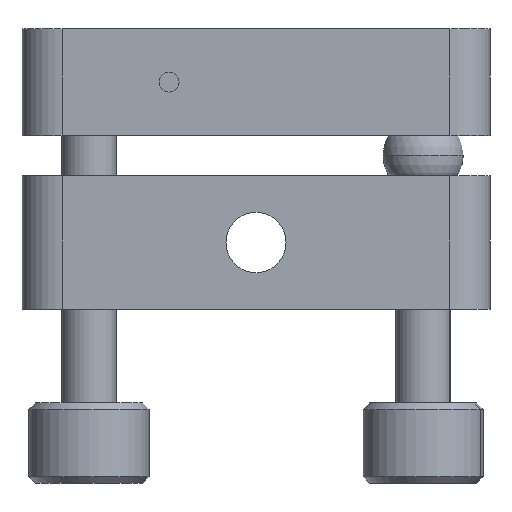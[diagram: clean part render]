
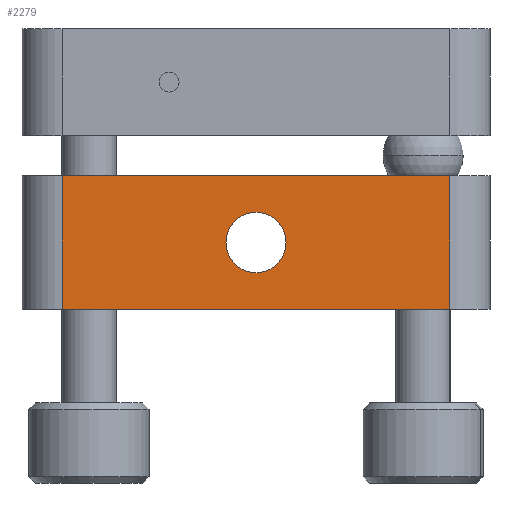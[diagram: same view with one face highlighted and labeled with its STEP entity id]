
A CAD part, front view. The second image highlights one B-rep face of the part: STEP entity #2279.
In plain terms, the highlighted planar face has unit normal (0, -1, 0).
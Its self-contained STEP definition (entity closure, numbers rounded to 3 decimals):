
#69 = CARTESIAN_POINT ( 'NONE',  ( -14.5, -17.5, -13. ) ) ;
#158 = AXIS2_PLACEMENT_3D ( 'NONE', #3547, #1338, #3924 ) ;
#173 = CARTESIAN_POINT ( 'NONE',  ( 14.5, -17.5, -13. ) ) ;
#285 = EDGE_CURVE ( 'NONE', #2272, #3810, #3531, .T. ) ;
#434 = ORIENTED_EDGE ( 'NONE', *, *, #3782, .T. ) ;
#457 = ORIENTED_EDGE ( 'NONE', *, *, #4402, .F. ) ;
#838 = LINE ( 'NONE', #4565, #4657 ) ;
#1010 = EDGE_LOOP ( 'NONE', ( #457, #4292, #434, #3770 ) ) ;
#1338 = DIRECTION ( 'NONE',  ( 0., 1., 0. ) ) ;
#1449 = DIRECTION ( 'NONE',  ( 0., 0., 1. ) ) ;
#1502 = CARTESIAN_POINT ( 'NONE',  ( 0., -17.5, -8. ) ) ;
#1643 = VECTOR ( 'NONE', #1449, 1000. ) ;
#1658 = EDGE_CURVE ( 'NONE', #3810, #2272, #2802, .T. ) ;
#1977 = AXIS2_PLACEMENT_3D ( 'NONE', #1502, #2860, #3772 ) ;
#2016 = EDGE_LOOP ( 'NONE', ( #2433, #4204 ) ) ;
#2132 = FACE_BOUND ( 'NONE', #2016, .T. ) ;
#2272 = VERTEX_POINT ( 'NONE', #3957 ) ;
#2279 = ADVANCED_FACE ( 'NONE', ( #3099, #2132 ), #4550, .T. ) ;
#2325 = DIRECTION ( 'NONE',  ( 0., -1., 0. ) ) ;
#2335 = DIRECTION ( 'NONE',  ( 1., 0., 0. ) ) ;
#2352 = VERTEX_POINT ( 'NONE', #4512 ) ;
#2433 = ORIENTED_EDGE ( 'NONE', *, *, #285, .T. ) ;
#2581 = EDGE_CURVE ( 'NONE', #3290, #2352, #838, .T. ) ;
#2704 = CARTESIAN_POINT ( 'NONE',  ( 14.5, -17.5, -13. ) ) ;
#2779 = VERTEX_POINT ( 'NONE', #4295 ) ;
#2802 = CIRCLE ( 'NONE', #158, 2.25 ) ;
#2860 = DIRECTION ( 'NONE',  ( 0., 1., 0. ) ) ;
#2862 = VECTOR ( 'NONE', #4106, 1000. ) ;
#3099 = FACE_OUTER_BOUND ( 'NONE', #1010, .T. ) ;
#3103 = VERTEX_POINT ( 'NONE', #69 ) ;
#3290 = VERTEX_POINT ( 'NONE', #2704 ) ;
#3475 = DIRECTION ( 'NONE',  ( 0., 0., 1. ) ) ;
#3531 = CIRCLE ( 'NONE', #1977, 2.25 ) ;
#3543 = DIRECTION ( 'NONE',  ( 1., 0., 0. ) ) ;
#3547 = CARTESIAN_POINT ( 'NONE',  ( 0., -17.5, -8. ) ) ;
#3613 = CARTESIAN_POINT ( 'NONE',  ( 14.5, -17.5, -13. ) ) ;
#3732 = CARTESIAN_POINT ( 'NONE',  ( 14.5, -17.5, -3. ) ) ;
#3735 = LINE ( 'NONE', #3732, #2862 ) ;
#3770 = ORIENTED_EDGE ( 'NONE', *, *, #2581, .T. ) ;
#3772 = DIRECTION ( 'NONE',  ( 1., 0., 0. ) ) ;
#3782 = EDGE_CURVE ( 'NONE', #3103, #3290, #4128, .T. ) ;
#3810 = VERTEX_POINT ( 'NONE', #4544 ) ;
#3924 = DIRECTION ( 'NONE',  ( 1., 0., 0. ) ) ;
#3937 = AXIS2_PLACEMENT_3D ( 'NONE', #3613, #2325, #3543 ) ;
#3957 = CARTESIAN_POINT ( 'NONE',  ( 0., -17.5, -5.75 ) ) ;
#4024 = CARTESIAN_POINT ( 'NONE',  ( -14.5, -17.5, -13. ) ) ;
#4106 = DIRECTION ( 'NONE',  ( 1., 0., 0. ) ) ;
#4128 = LINE ( 'NONE', #173, #4502 ) ;
#4204 = ORIENTED_EDGE ( 'NONE', *, *, #1658, .T. ) ;
#4292 = ORIENTED_EDGE ( 'NONE', *, *, #4314, .F. ) ;
#4295 = CARTESIAN_POINT ( 'NONE',  ( -14.5, -17.5, -3. ) ) ;
#4314 = EDGE_CURVE ( 'NONE', #3103, #2779, #4574, .T. ) ;
#4402 = EDGE_CURVE ( 'NONE', #2779, #2352, #3735, .T. ) ;
#4502 = VECTOR ( 'NONE', #2335, 1000. ) ;
#4512 = CARTESIAN_POINT ( 'NONE',  ( 14.5, -17.5, -3. ) ) ;
#4544 = CARTESIAN_POINT ( 'NONE',  ( 0., -17.5, -10.25 ) ) ;
#4550 = PLANE ( 'NONE',  #3937 ) ;
#4565 = CARTESIAN_POINT ( 'NONE',  ( 14.5, -17.5, -13. ) ) ;
#4574 = LINE ( 'NONE', #4024, #1643 ) ;
#4657 = VECTOR ( 'NONE', #3475, 1000. ) ;
